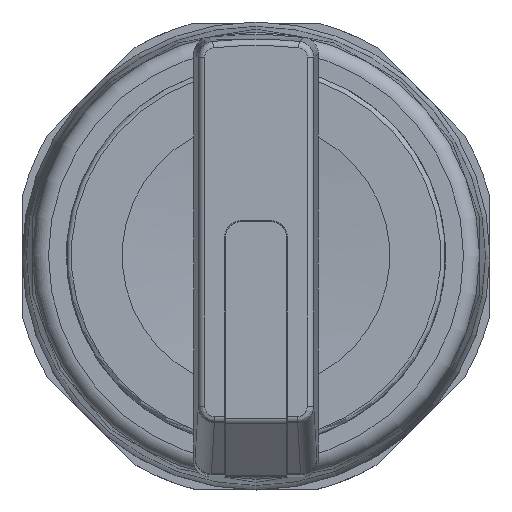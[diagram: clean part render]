
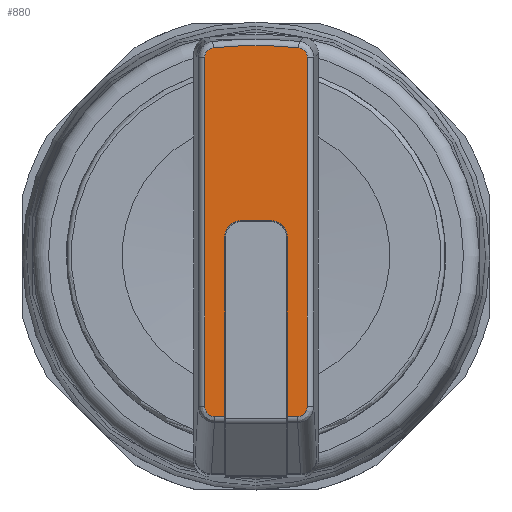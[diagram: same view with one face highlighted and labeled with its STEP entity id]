
A CAD part, top view. The second image highlights one B-rep face of the part: STEP entity #880.
In plain terms, the highlighted planar face has unit normal (0, 0, 1).
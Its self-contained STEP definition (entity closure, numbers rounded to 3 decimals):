
#154=ELLIPSE('',#7044,0.65,0.6);
#155=ELLIPSE('',#7051,0.65,0.6);
#496=CIRCLE('',#6814,24.163);
#511=CIRCLE('',#6836,1.05);
#609=CIRCLE('',#7048,0.6);
#611=CIRCLE('',#7050,0.6);
#612=CIRCLE('',#7052,1.05);
#880=ADVANCED_FACE('',(#1376),#1146,.F.);
#1146=PLANE('',#7053);
#1376=FACE_OUTER_BOUND('',#1687,.T.);
#1687=EDGE_LOOP('',(#2436,#2437,#2438,#2439,#2440,#2441,#2442,#2443,#2444,
#2445,#2446,#2447,#2448,#2449));
#2436=ORIENTED_EDGE('',*,*,#4501,.T.);
#2437=ORIENTED_EDGE('',*,*,#4504,.T.);
#2438=ORIENTED_EDGE('',*,*,#4846,.T.);
#2439=ORIENTED_EDGE('',*,*,#4835,.T.);
#2440=ORIENTED_EDGE('',*,*,#4478,.T.);
#2441=ORIENTED_EDGE('',*,*,#4841,.T.);
#2442=ORIENTED_EDGE('',*,*,#4474,.T.);
#2443=ORIENTED_EDGE('',*,*,#4845,.T.);
#2444=ORIENTED_EDGE('',*,*,#4847,.T.);
#2445=ORIENTED_EDGE('',*,*,#4848,.T.);
#2446=ORIENTED_EDGE('',*,*,#4483,.T.);
#2447=ORIENTED_EDGE('',*,*,#4849,.T.);
#2448=ORIENTED_EDGE('',*,*,#4850,.T.);
#2449=ORIENTED_EDGE('',*,*,#4851,.T.);
#3705=VERTEX_POINT('',#9225);
#3707=VERTEX_POINT('',#9228);
#3710=VERTEX_POINT('',#9235);
#3711=VERTEX_POINT('',#9237);
#3715=VERTEX_POINT('',#9246);
#3716=VERTEX_POINT('',#9248);
#3729=VERTEX_POINT('',#9311);
#3732=VERTEX_POINT('',#9316);
#3734=VERTEX_POINT('',#9322);
#3981=VERTEX_POINT('',#10179);
#3984=VERTEX_POINT('',#10243);
#3985=VERTEX_POINT('',#10265);
#3986=VERTEX_POINT('',#10268);
#3987=VERTEX_POINT('',#10270);
#4474=EDGE_CURVE('',#3707,#3705,#496,.T.);
#4478=EDGE_CURVE('',#3711,#3710,#5534,.T.);
#4483=EDGE_CURVE('',#3716,#3715,#5537,.T.);
#4501=EDGE_CURVE('',#3729,#3732,#511,.T.);
#4504=EDGE_CURVE('',#3732,#3734,#5545,.T.);
#4835=EDGE_CURVE('',#3981,#3711,#154,.T.);
#4841=EDGE_CURVE('',#3710,#3707,#609,.T.);
#4845=EDGE_CURVE('',#3705,#3984,#611,.T.);
#4846=EDGE_CURVE('',#3734,#3981,#5751,.T.);
#4847=EDGE_CURVE('',#3984,#3985,#5752,.T.);
#4848=EDGE_CURVE('',#3985,#3716,#155,.T.);
#4849=EDGE_CURVE('',#3715,#3986,#5753,.T.);
#4850=EDGE_CURVE('',#3986,#3987,#612,.T.);
#4851=EDGE_CURVE('',#3987,#3729,#5754,.T.);
#5534=LINE('',#9236,#6161);
#5537=LINE('',#9247,#6164);
#5545=LINE('',#9323,#6172);
#5751=LINE('',#10263,#6378);
#5752=LINE('',#10264,#6379);
#5753=LINE('',#10267,#6380);
#5754=LINE('',#10271,#6381);
#6161=VECTOR('',#7421,1.);
#6164=VECTOR('',#7430,1.);
#6172=VECTOR('',#7472,1.);
#6378=VECTOR('',#8102,1.);
#6379=VECTOR('',#8103,1.);
#6380=VECTOR('',#8106,1.);
#6381=VECTOR('',#8109,1.);
#6814=AXIS2_PLACEMENT_3D('',#9227,#7411,#7412);
#6836=AXIS2_PLACEMENT_3D('',#9317,#7465,#7466);
#7044=AXIS2_PLACEMENT_3D('',#10178,#8086,#8087);
#7048=AXIS2_PLACEMENT_3D('',#10213,#8096,#8097);
#7050=AXIS2_PLACEMENT_3D('',#10244,#8100,#8101);
#7051=AXIS2_PLACEMENT_3D('',#10266,#8104,#8105);
#7052=AXIS2_PLACEMENT_3D('',#10269,#8107,#8108);
#7053=AXIS2_PLACEMENT_3D('',#10272,#8110,#8111);
#7411=DIRECTION('',(0.,0.,1.));
#7412=DIRECTION('',(0.,1.,0.));
#7421=DIRECTION('',(0.,1.,0.));
#7430=DIRECTION('',(1.,0.,0.));
#7465=DIRECTION('',(0.,0.,-1.));
#7466=DIRECTION('',(0.,1.,0.));
#7472=DIRECTION('',(0.,-1.,0.));
#8086=DIRECTION('',(0.,0.,1.));
#8087=DIRECTION('',(-0.059,0.998,0.));
#8096=DIRECTION('',(0.,0.,1.));
#8097=DIRECTION('',(1.,0.,0.));
#8100=DIRECTION('',(0.,0.,1.));
#8101=DIRECTION('',(-0.109,0.994,0.));
#8102=DIRECTION('',(1.,0.,0.));
#8103=DIRECTION('',(0.,-1.,0.));
#8104=DIRECTION('',(0.,0.,1.));
#8105=DIRECTION('',(0.059,0.998,0.));
#8106=DIRECTION('',(0.,1.,0.));
#8107=DIRECTION('',(0.,0.,-1.));
#8108=DIRECTION('',(0.,1.,0.));
#8109=DIRECTION('',(1.,0.,0.));
#8110=DIRECTION('',(0.,0.,-1.));
#8111=DIRECTION('',(1.,0.,0.));
#9225=CARTESIAN_POINT('',(-2.64,12.864,68.6));
#9227=CARTESIAN_POINT('',(0.,-11.154,68.6));
#9228=CARTESIAN_POINT('',(2.64,12.864,68.6));
#9235=CARTESIAN_POINT('',(3.174,12.268,68.6));
#9236=CARTESIAN_POINT('',(3.174,12.26,68.6));
#9237=CARTESIAN_POINT('',(3.174,-9.351,68.6));
#9246=CARTESIAN_POINT('',(-1.95,-9.995,68.6));
#9247=CARTESIAN_POINT('',(2.573,-9.995,68.6));
#9248=CARTESIAN_POINT('',(-2.579,-9.995,68.6));
#9311=CARTESIAN_POINT('',(0.9,2.15,68.6));
#9316=CARTESIAN_POINT('',(1.95,1.1,68.6));
#9317=CARTESIAN_POINT('',(0.9,1.1,68.6));
#9322=CARTESIAN_POINT('',(1.95,-9.995,68.6));
#9323=CARTESIAN_POINT('',(1.95,-9.995,68.6));
#10178=CARTESIAN_POINT('',(2.574,-9.345,68.6));
#10179=CARTESIAN_POINT('',(2.579,-9.995,68.6));
#10213=CARTESIAN_POINT('',(2.574,12.268,68.6));
#10243=CARTESIAN_POINT('',(-3.174,12.268,68.6));
#10244=CARTESIAN_POINT('',(-2.574,12.268,68.6));
#10263=CARTESIAN_POINT('',(2.573,-9.995,68.6));
#10264=CARTESIAN_POINT('',(-3.174,-9.19,68.6));
#10265=CARTESIAN_POINT('',(-3.174,-9.351,68.6));
#10266=CARTESIAN_POINT('',(-2.574,-9.345,68.6));
#10267=CARTESIAN_POINT('',(-1.95,-11.154,68.6));
#10268=CARTESIAN_POINT('',(-1.95,1.1,68.6));
#10269=CARTESIAN_POINT('',(-0.9,1.1,68.6));
#10270=CARTESIAN_POINT('',(-0.9,2.15,68.6));
#10271=CARTESIAN_POINT('',(0.9,2.15,68.6));
#10272=CARTESIAN_POINT('',(0.,-11.154,68.6));
